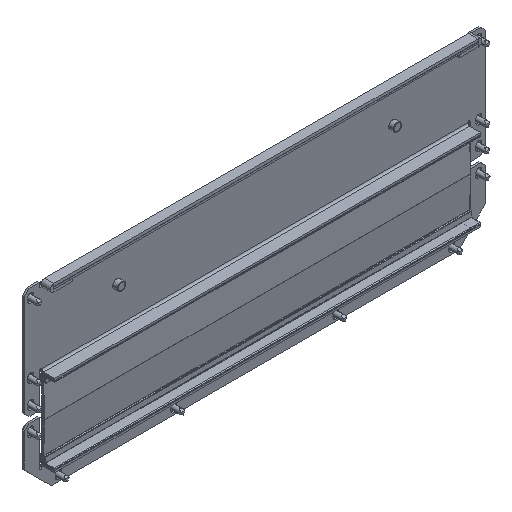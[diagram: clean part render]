
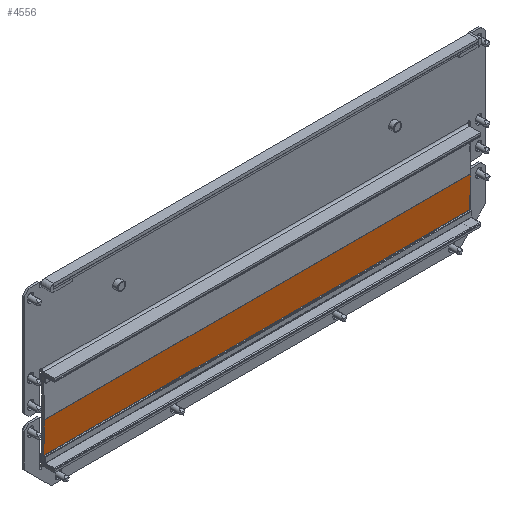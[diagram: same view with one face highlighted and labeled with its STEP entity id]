
A CAD part, isometric view. The second image highlights one B-rep face of the part: STEP entity #4556.
In plain terms, the highlighted face is planar.
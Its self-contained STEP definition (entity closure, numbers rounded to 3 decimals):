
#16 = CARTESIAN_POINT ( 'NONE',  ( 37.5, 2., 0. ) ) ;
#60 = CARTESIAN_POINT ( 'NONE',  ( 3.5, 0.9, -460. ) ) ;
#358 = CARTESIAN_POINT ( 'NONE',  ( 3.5, 0.9, -460. ) ) ;
#604 = ORIENTED_EDGE ( 'NONE', *, *, #9422, .F. ) ;
#902 = DIRECTION ( 'NONE',  ( 0., 0., 1. ) ) ;
#1153 = CARTESIAN_POINT ( 'NONE',  ( 37.5, 2., -460. ) ) ;
#1210 = DIRECTION ( 'NONE',  ( -0.032, 0.999, 0. ) ) ;
#1470 = CARTESIAN_POINT ( 'NONE',  ( 37.5, 2., 0. ) ) ;
#1765 = VECTOR ( 'NONE', #902, 1000. ) ;
#2215 = LINE ( 'NONE', #5302, #4514 ) ;
#2337 = LINE ( 'NONE', #358, #4393 ) ;
#2623 = VERTEX_POINT ( 'NONE', #6007 ) ;
#2640 = DIRECTION ( 'NONE',  ( -0.999, -0.032, 0. ) ) ;
#2675 = PLANE ( 'NONE',  #3293 ) ;
#3293 = AXIS2_PLACEMENT_3D ( 'NONE', #1153, #1210, #2640 ) ;
#3346 = ORIENTED_EDGE ( 'NONE', *, *, #8252, .T. ) ;
#3743 = VECTOR ( 'NONE', #4416, 1000. ) ;
#4393 = VECTOR ( 'NONE', #5489, 1000. ) ;
#4416 = DIRECTION ( 'NONE',  ( -0.999, -0.032, 0. ) ) ;
#4514 = VECTOR ( 'NONE', #8917, 1000. ) ;
#4556 = ADVANCED_FACE ( 'NONE', ( #6139 ), #2675, .T. ) ;
#4597 = CARTESIAN_POINT ( 'NONE',  ( 37.5, 2., -460. ) ) ;
#5037 = CARTESIAN_POINT ( 'NONE',  ( 3.5, 0.9, 0. ) ) ;
#5193 = VERTEX_POINT ( 'NONE', #5037 ) ;
#5302 = CARTESIAN_POINT ( 'NONE',  ( 37.5, 2., -460. ) ) ;
#5489 = DIRECTION ( 'NONE',  ( 0., 0., 1. ) ) ;
#6007 = CARTESIAN_POINT ( 'NONE',  ( 37.5, 2., -460. ) ) ;
#6139 = FACE_OUTER_BOUND ( 'NONE', #7728, .T. ) ;
#6240 = LINE ( 'NONE', #4597, #1765 ) ;
#6893 = ORIENTED_EDGE ( 'NONE', *, *, #7509, .F. ) ;
#6920 = VERTEX_POINT ( 'NONE', #1470 ) ;
#7509 = EDGE_CURVE ( 'NONE', #2623, #6920, #6240, .T. ) ;
#7551 = VERTEX_POINT ( 'NONE', #60 ) ;
#7728 = EDGE_LOOP ( 'NONE', ( #604, #6893, #3346, #9270 ) ) ;
#8252 = EDGE_CURVE ( 'NONE', #2623, #7551, #2215, .T. ) ;
#8401 = LINE ( 'NONE', #16, #3743 ) ;
#8481 = EDGE_CURVE ( 'NONE', #7551, #5193, #2337, .T. ) ;
#8917 = DIRECTION ( 'NONE',  ( -0.999, -0.032, 0. ) ) ;
#9270 = ORIENTED_EDGE ( 'NONE', *, *, #8481, .T. ) ;
#9422 = EDGE_CURVE ( 'NONE', #6920, #5193, #8401, .T. ) ;
